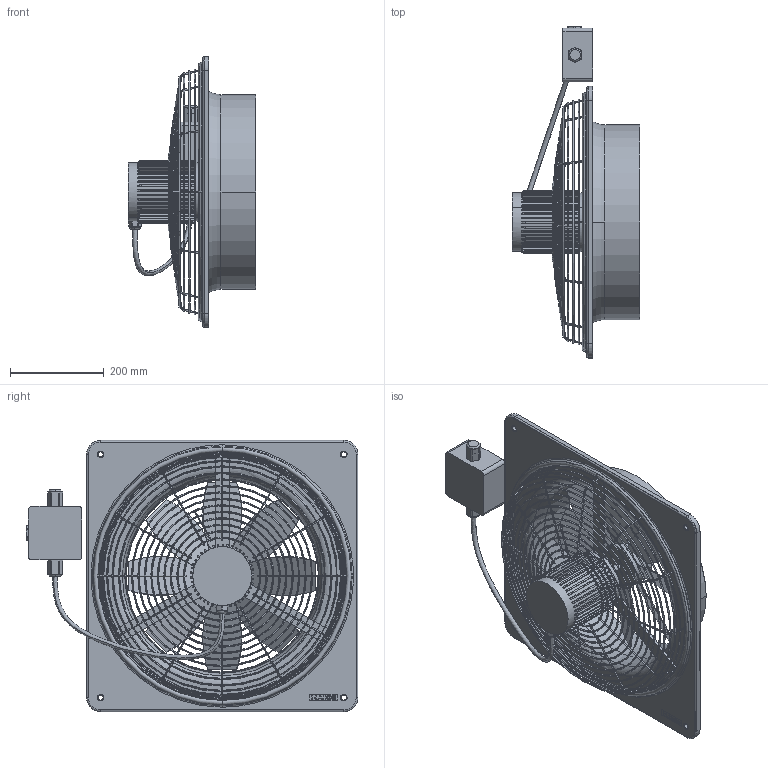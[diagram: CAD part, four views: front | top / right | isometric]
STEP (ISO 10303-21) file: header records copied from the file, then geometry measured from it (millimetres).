
FILE_DESCRIPTION(('Creo Elements/Direct Modeling STEP Export'),'2;1');
FILE_NAME('0083.0181 DZQ 40_4 B Ex e.stp','2021-01-21T11:37:50',(''),(''),'PTC Creo Elements/Direct Modeling STEP processor for AP214 (Solid Model)','PTC Creo Elements/Direct Modeling 19.0C 15-Aug-2015 (C) Parametric Technology GmbH','');
FILE_SCHEMA(('AUTOMOTIVE_DESIGN { 1 0 10303 214 1 1 1 1 }'));
Length unit declared in the file: millimetre
Products named in the file (2): 0083-0181; 0083.0181-DZQ-40-4-B-Ex-e
Assembly tree (1 placements, depth 2):
  0083.0181-DZQ-40-4-B-Ex-e
    0083-0181
Bounding box: 272 x 709.41 x 580 mm (x, y, z)
Volume: 4595365.6 mm3; surface area: 1505278.9 mm2
Topology: 1 solids, 7 shells, 1027 faces, 2931 edges, 1900 vertices
Faces by surface type: plane 360, torus 354, cylinder 260, cone 34, bspline 18, sphere 1
Entity records: 51403 total; most frequent: CARTESIAN_POINT 21829, ORIENTED_EDGE 5862, DIRECTION 4121, EDGE_CURVE 2931, VERTEX_POINT 2010, AXIS2_PLACEMENT_3D 1640, EDGE_LOOP 1301, ADVANCED_FACE 1027
